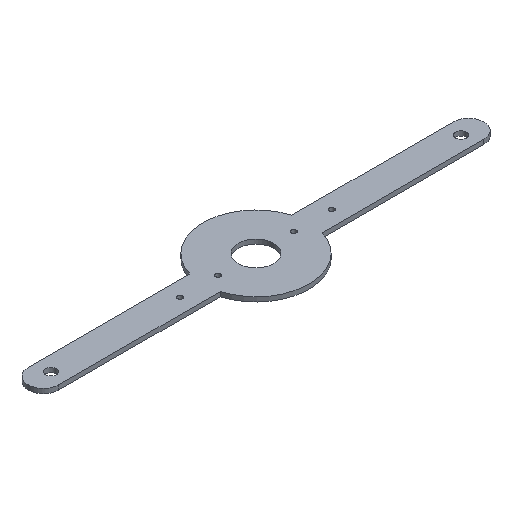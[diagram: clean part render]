
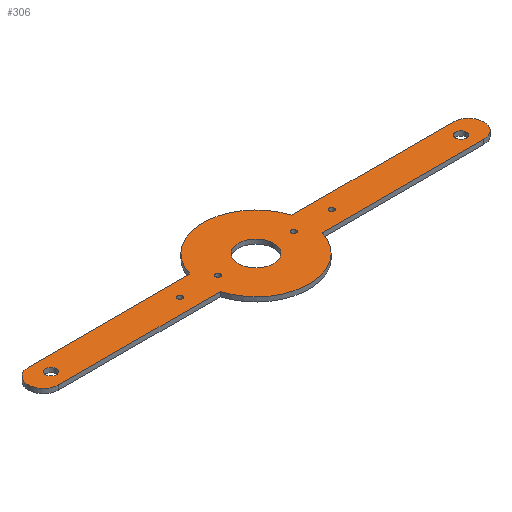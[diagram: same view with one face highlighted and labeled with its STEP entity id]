
A CAD part, isometric view. The second image highlights one B-rep face of the part: STEP entity #306.
In plain terms, the highlighted planar face has unit normal (0, 0, 1).
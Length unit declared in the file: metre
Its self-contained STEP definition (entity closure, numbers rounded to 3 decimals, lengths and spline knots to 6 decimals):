
#12=PLANE('',#342);
#18=CIRCLE('',#334,0.035);
#20=CIRCLE('',#337,0.011625);
#22=CIRCLE('',#340,0.035);
#24=CIRCLE('',#343,0.003425);
#25=CIRCLE('',#344,0.003425);
#26=CIRCLE('',#345,0.00165);
#27=CIRCLE('',#346,0.00165);
#28=CIRCLE('',#347,0.00165);
#29=CIRCLE('',#348,0.00165);
#30=CIRCLE('',#349,0.01);
#31=CIRCLE('',#350,0.01);
#50=ORIENTED_EDGE('',*,*,#126,.F.);
#51=ORIENTED_EDGE('',*,*,#127,.F.);
#52=ORIENTED_EDGE('',*,*,#128,.T.);
#53=ORIENTED_EDGE('',*,*,#129,.T.);
#54=ORIENTED_EDGE('',*,*,#130,.T.);
#55=ORIENTED_EDGE('',*,*,#131,.T.);
#56=ORIENTED_EDGE('',*,*,#132,.T.);
#57=ORIENTED_EDGE('',*,*,#133,.T.);
#58=ORIENTED_EDGE('',*,*,#134,.F.);
#59=ORIENTED_EDGE('',*,*,#122,.T.);
#60=ORIENTED_EDGE('',*,*,#135,.T.);
#61=ORIENTED_EDGE('',*,*,#136,.T.);
#62=ORIENTED_EDGE('',*,*,#137,.F.);
#63=ORIENTED_EDGE('',*,*,#117,.T.);
#64=ORIENTED_EDGE('',*,*,#120,.F.);
#117=EDGE_CURVE('',#156,#154,#18,.T.);
#120=EDGE_CURVE('',#158,#158,#20,.T.);
#122=EDGE_CURVE('',#160,#161,#22,.T.);
#126=EDGE_CURVE('',#164,#164,#24,.T.);
#127=EDGE_CURVE('',#165,#165,#25,.T.);
#128=EDGE_CURVE('',#166,#166,#26,.F.);
#129=EDGE_CURVE('',#167,#167,#27,.F.);
#130=EDGE_CURVE('',#168,#168,#28,.F.);
#131=EDGE_CURVE('',#169,#169,#29,.F.);
#132=EDGE_CURVE('',#154,#170,#188,.T.);
#133=EDGE_CURVE('',#170,#171,#30,.T.);
#134=EDGE_CURVE('',#160,#171,#189,.T.);
#135=EDGE_CURVE('',#161,#172,#190,.T.);
#136=EDGE_CURVE('',#172,#173,#31,.T.);
#137=EDGE_CURVE('',#156,#173,#191,.T.);
#154=VERTEX_POINT('',#471);
#156=VERTEX_POINT('',#474);
#158=VERTEX_POINT('',#480);
#160=VERTEX_POINT('',#485);
#161=VERTEX_POINT('',#486);
#164=VERTEX_POINT('',#494);
#165=VERTEX_POINT('',#496);
#166=VERTEX_POINT('',#498);
#167=VERTEX_POINT('',#500);
#168=VERTEX_POINT('',#502);
#169=VERTEX_POINT('',#504);
#170=VERTEX_POINT('',#506);
#171=VERTEX_POINT('',#508);
#172=VERTEX_POINT('',#511);
#173=VERTEX_POINT('',#513);
#188=LINE('',#505,#204);
#189=LINE('',#509,#205);
#190=LINE('',#510,#206);
#191=LINE('',#514,#207);
#204=VECTOR('',#410,1.);
#205=VECTOR('',#413,1.);
#206=VECTOR('',#414,1.);
#207=VECTOR('',#417,1.);
#220=EDGE_LOOP('',(#50));
#221=EDGE_LOOP('',(#51));
#222=EDGE_LOOP('',(#52));
#223=EDGE_LOOP('',(#53));
#224=EDGE_LOOP('',(#54));
#225=EDGE_LOOP('',(#55));
#226=EDGE_LOOP('',(#56,#57,#58,#59,#60,#61,#62,#63));
#227=EDGE_LOOP('',(#64));
#258=FACE_BOUND('',#220,.T.);
#259=FACE_BOUND('',#221,.T.);
#260=FACE_BOUND('',#222,.T.);
#261=FACE_BOUND('',#223,.T.);
#262=FACE_BOUND('',#224,.T.);
#263=FACE_BOUND('',#225,.T.);
#264=FACE_BOUND('',#226,.T.);
#265=FACE_BOUND('',#227,.T.);
#306=ADVANCED_FACE('',(#258,#259,#260,#261,#262,#263,#264,#265),#12,.T.);
#334=AXIS2_PLACEMENT_3D('',#473,#377,#378);
#337=AXIS2_PLACEMENT_3D('',#479,#384,#385);
#340=AXIS2_PLACEMENT_3D('',#484,#390,#391);
#342=AXIS2_PLACEMENT_3D('',#492,#396,#397);
#343=AXIS2_PLACEMENT_3D('',#493,#398,#399);
#344=AXIS2_PLACEMENT_3D('',#495,#400,#401);
#345=AXIS2_PLACEMENT_3D('',#497,#402,#403);
#346=AXIS2_PLACEMENT_3D('',#499,#404,#405);
#347=AXIS2_PLACEMENT_3D('',#501,#406,#407);
#348=AXIS2_PLACEMENT_3D('',#503,#408,#409);
#349=AXIS2_PLACEMENT_3D('',#507,#411,#412);
#350=AXIS2_PLACEMENT_3D('',#512,#415,#416);
#377=DIRECTION('',(0.,0.,1.));
#378=DIRECTION('',(1.,0.,0.));
#384=DIRECTION('',(0.,0.,1.));
#385=DIRECTION('',(1.,0.,0.));
#390=DIRECTION('',(0.,0.,1.));
#391=DIRECTION('',(1.,0.,0.));
#396=DIRECTION('',(0.,0.,1.));
#397=DIRECTION('',(1.,0.,0.));
#398=DIRECTION('',(0.,0.,1.));
#399=DIRECTION('',(1.,0.,0.));
#400=DIRECTION('',(0.,0.,1.));
#401=DIRECTION('',(1.,0.,0.));
#402=DIRECTION('',(0.,0.,1.));
#403=DIRECTION('',(1.,0.,0.));
#404=DIRECTION('',(0.,0.,1.));
#405=DIRECTION('',(1.,0.,0.));
#406=DIRECTION('',(0.,0.,1.));
#407=DIRECTION('',(1.,0.,0.));
#408=DIRECTION('',(0.,0.,1.));
#409=DIRECTION('',(1.,0.,0.));
#410=DIRECTION('',(-1.,0.,0.));
#411=DIRECTION('',(0.,0.,1.));
#412=DIRECTION('',(1.,0.,0.));
#413=DIRECTION('',(-1.,0.,0.));
#414=DIRECTION('',(1.,0.,0.));
#415=DIRECTION('',(0.,0.,1.));
#416=DIRECTION('',(1.,0.,0.));
#417=DIRECTION('',(1.,0.,0.));
#471=CARTESIAN_POINT('',(-0.033541,0.01,0.003));
#473=CARTESIAN_POINT('',(0.,0.,0.003));
#474=CARTESIAN_POINT('',(0.033541,0.01,0.003));
#479=CARTESIAN_POINT('',(0.,0.,0.003));
#480=CARTESIAN_POINT('',(0.011625,0.,0.003));
#484=CARTESIAN_POINT('',(0.,0.,0.003));
#485=CARTESIAN_POINT('',(-0.033541,-0.01,0.003));
#486=CARTESIAN_POINT('',(0.033541,-0.01,0.003));
#492=CARTESIAN_POINT('',(0.,0.,0.003));
#493=CARTESIAN_POINT('',(-0.135,0.,0.003));
#494=CARTESIAN_POINT('',(-0.131575,0.,0.003));
#495=CARTESIAN_POINT('',(0.135,0.,0.003));
#496=CARTESIAN_POINT('',(0.138425,0.,0.003));
#497=CARTESIAN_POINT('',(0.05,0.,0.003));
#498=CARTESIAN_POINT('',(0.05165,0.,0.003));
#499=CARTESIAN_POINT('',(-0.05,0.,0.003));
#500=CARTESIAN_POINT('',(-0.04835,0.,0.003));
#501=CARTESIAN_POINT('',(0.025,0.,0.003));
#502=CARTESIAN_POINT('',(0.02665,0.,0.003));
#503=CARTESIAN_POINT('',(-0.025,0.,0.003));
#504=CARTESIAN_POINT('',(-0.02335,0.,0.003));
#505=CARTESIAN_POINT('',(-0.0925,0.01,0.003));
#506=CARTESIAN_POINT('',(-0.14,0.01,0.003));
#507=CARTESIAN_POINT('',(-0.14,0.,0.003));
#508=CARTESIAN_POINT('',(-0.14,-0.01,0.003));
#509=CARTESIAN_POINT('',(-0.0925,-0.01,0.003));
#510=CARTESIAN_POINT('',(0.0925,-0.01,0.003));
#511=CARTESIAN_POINT('',(0.14,-0.01,0.003));
#512=CARTESIAN_POINT('',(0.14,0.,0.003));
#513=CARTESIAN_POINT('',(0.14,0.01,0.003));
#514=CARTESIAN_POINT('',(0.0925,0.01,0.003));
